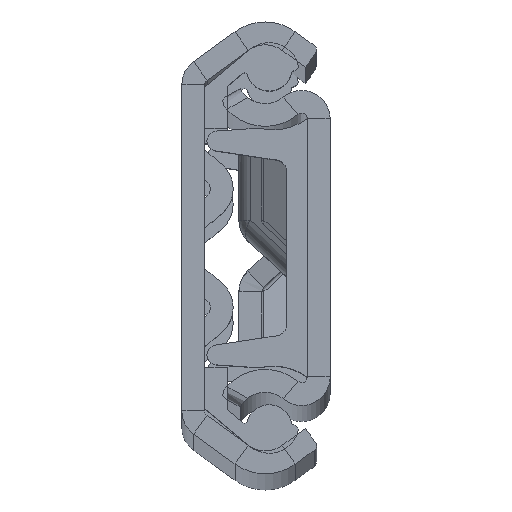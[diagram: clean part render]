
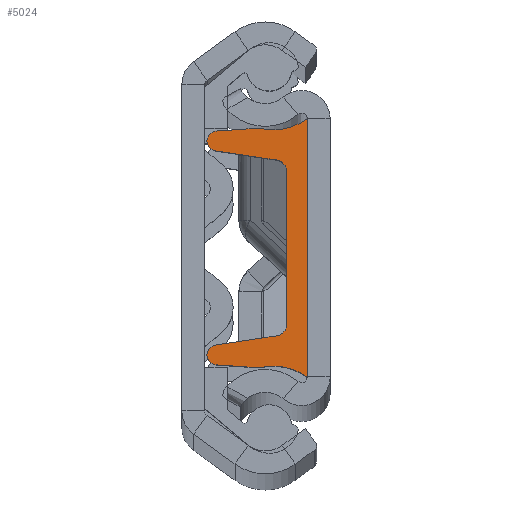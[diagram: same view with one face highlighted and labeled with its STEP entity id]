
A CAD part, top view. The second image highlights one B-rep face of the part: STEP entity #5024.
In plain terms, the highlighted face is planar.
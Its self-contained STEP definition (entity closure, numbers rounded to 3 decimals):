
#57 = CARTESIAN_POINT ( 'NONE',  ( 6., -6.708, 1.8 ) ) ;
#216 = AXIS2_PLACEMENT_3D ( 'NONE', #3893, #787, #9573 ) ;
#287 = EDGE_CURVE ( 'NONE', #7251, #6625, #5295, .T. ) ;
#475 = ORIENTED_EDGE ( 'NONE', *, *, #3179, .T. ) ;
#515 = CARTESIAN_POINT ( 'NONE',  ( 6., -10.734, 0.718 ) ) ;
#685 = CARTESIAN_POINT ( 'NONE',  ( 6., 15.35, 3. ) ) ;
#744 = CARTESIAN_POINT ( 'NONE',  ( 6., -7.136, -1.074 ) ) ;
#787 = DIRECTION ( 'NONE',  ( 1., 0., 0. ) ) ;
#838 = ORIENTED_EDGE ( 'NONE', *, *, #4934, .F. ) ;
#1000 = DIRECTION ( 'NONE',  ( 1., 0., 0. ) ) ;
#1051 = DIRECTION ( 'NONE',  ( 0., 0., -1. ) ) ;
#1082 = CIRCLE ( 'NONE', #8145, 1. ) ;
#1167 = CARTESIAN_POINT ( 'NONE',  ( 6., 10.734, 0.718 ) ) ;
#1190 = CARTESIAN_POINT ( 'NONE',  ( 6., 11.35, 0. ) ) ;
#1192 = DIRECTION ( 'NONE',  ( 0., 0., -1. ) ) ;
#1262 = CARTESIAN_POINT ( 'NONE',  ( 6., 9.375, 7.925 ) ) ;
#1332 = VERTEX_POINT ( 'NONE', #9150 ) ;
#1334 = AXIS2_PLACEMENT_3D ( 'NONE', #6095, #8409, #1192 ) ;
#1355 = VECTOR ( 'NONE', #7697, 1000. ) ;
#1389 = ORIENTED_EDGE ( 'NONE', *, *, #9078, .F. ) ;
#1404 = VERTEX_POINT ( 'NONE', #7269 ) ;
#1457 = EDGE_CURVE ( 'NONE', #5158, #3058, #7959, .T. ) ;
#1570 = ORIENTED_EDGE ( 'NONE', *, *, #9820, .T. ) ;
#1628 = VERTEX_POINT ( 'NONE', #1939 ) ;
#1653 = DIRECTION ( 'NONE',  ( 1., 0., 0. ) ) ;
#1939 = CARTESIAN_POINT ( 'NONE',  ( 6., -9.375, 8.8 ) ) ;
#1945 = CARTESIAN_POINT ( 'NONE',  ( 6., -8.51, 8.055 ) ) ;
#2097 = VERTEX_POINT ( 'NONE', #1190 ) ;
#2101 = CARTESIAN_POINT ( 'NONE',  ( 6., -11.35, 0. ) ) ;
#2143 = DIRECTION ( 'NONE',  ( 0., 0., -1. ) ) ;
#2213 = AXIS2_PLACEMENT_3D ( 'NONE', #1262, #4481, #2143 ) ;
#2318 = DIRECTION ( 'NONE',  ( 1., 0., 0. ) ) ;
#2342 = CARTESIAN_POINT ( 'NONE',  ( 6., -10.5, 4.216 ) ) ;
#2576 = ORIENTED_EDGE ( 'NONE', *, *, #5372, .T. ) ;
#2628 = DIRECTION ( 'NONE',  ( 1., 0., 0. ) ) ;
#2695 = DIRECTION ( 'NONE',  ( 1., 0., 0. ) ) ;
#2725 = EDGE_CURVE ( 'NONE', #3042, #3068, #9718, .T. ) ;
#2962 = CARTESIAN_POINT ( 'NONE',  ( 6., 0., 0. ) ) ;
#3042 = VERTEX_POINT ( 'NONE', #4864 ) ;
#3058 = VERTEX_POINT ( 'NONE', #5600 ) ;
#3068 = VERTEX_POINT ( 'NONE', #57 ) ;
#3179 = EDGE_CURVE ( 'NONE', #5158, #1628, #7900, .T. ) ;
#3344 = DIRECTION ( 'NONE',  ( 0., -1., 0. ) ) ;
#3361 = ORIENTED_EDGE ( 'NONE', *, *, #9496, .T. ) ;
#3605 = CARTESIAN_POINT ( 'NONE',  ( 6., 7.136, -1.074 ) ) ;
#3893 = CARTESIAN_POINT ( 'NONE',  ( 6., 6.708, 2.8 ) ) ;
#3954 = DIRECTION ( 'NONE',  ( 0., 0.149, -0.989 ) ) ;
#4010 = DIRECTION ( 'NONE',  ( 0., 0., -1. ) ) ;
#4082 = VECTOR ( 'NONE', #8538, 1000. ) ;
#4227 = CARTESIAN_POINT ( 'NONE',  ( 6., 8.51, 8.055 ) ) ;
#4431 = DIRECTION ( 'NONE',  ( 0., 0.067, 0.998 ) ) ;
#4450 = CIRCLE ( 'NONE', #8652, 0.875 ) ;
#4481 = DIRECTION ( 'NONE',  ( 1., 0., 0. ) ) ;
#4602 = AXIS2_PLACEMENT_3D ( 'NONE', #8905, #8852, #1051 ) ;
#4613 = ORIENTED_EDGE ( 'NONE', *, *, #6933, .F. ) ;
#4759 = CIRCLE ( 'NONE', #216, 1. ) ;
#4782 = CARTESIAN_POINT ( 'NONE',  ( 6., 10.5, 4.216 ) ) ;
#4864 = CARTESIAN_POINT ( 'NONE',  ( 6., 6.708, 1.8 ) ) ;
#4908 = ORIENTED_EDGE ( 'NONE', *, *, #7975, .T. ) ;
#4934 = EDGE_CURVE ( 'NONE', #7940, #10180, #8110, .T. ) ;
#4992 = DIRECTION ( 'NONE',  ( 0., 0., -1. ) ) ;
#5024 = ADVANCED_FACE ( 'NONE', ( #9849 ), #8397, .T. ) ;
#5158 = VERTEX_POINT ( 'NONE', #1945 ) ;
#5295 = LINE ( 'NONE', #3605, #6826 ) ;
#5372 = EDGE_CURVE ( 'NONE', #1332, #7251, #6777, .T. ) ;
#5380 = EDGE_CURVE ( 'NONE', #10180, #1404, #6900, .T. ) ;
#5462 = ORIENTED_EDGE ( 'NONE', *, *, #1457, .F. ) ;
#5480 = EDGE_CURVE ( 'NONE', #3042, #6625, #4759, .T. ) ;
#5592 = AXIS2_PLACEMENT_3D ( 'NONE', #10084, #2628, #5850 ) ;
#5600 = CARTESIAN_POINT ( 'NONE',  ( 6., -7.697, 2.651 ) ) ;
#5740 = DIRECTION ( 'NONE',  ( 0., 0., -1. ) ) ;
#5818 = ORIENTED_EDGE ( 'NONE', *, *, #5480, .F. ) ;
#5850 = DIRECTION ( 'NONE',  ( 0., 0., -1. ) ) ;
#6095 = CARTESIAN_POINT ( 'NONE',  ( 6., -9.375, 7.925 ) ) ;
#6271 = VECTOR ( 'NONE', #4431, 1000. ) ;
#6625 = VERTEX_POINT ( 'NONE', #10213 ) ;
#6698 = EDGE_LOOP ( 'NONE', ( #5462, #475, #3361, #10197, #838, #4613, #7154, #4908, #1570, #2576, #7896, #5818, #7991, #1389 ) ) ;
#6777 = CIRCLE ( 'NONE', #2213, 0.875 ) ;
#6826 = VECTOR ( 'NONE', #7647, 1000. ) ;
#6900 = LINE ( 'NONE', #515, #6271 ) ;
#6933 = EDGE_CURVE ( 'NONE', #2097, #7940, #10179, .T. ) ;
#7154 = ORIENTED_EDGE ( 'NONE', *, *, #8138, .F. ) ;
#7251 = VERTEX_POINT ( 'NONE', #4227 ) ;
#7269 = CARTESIAN_POINT ( 'NONE',  ( 6., -10.248, 7.983 ) ) ;
#7288 = CIRCLE ( 'NONE', #4602, 0.875 ) ;
#7437 = CARTESIAN_POINT ( 'NONE',  ( 6., -9.375, 7.925 ) ) ;
#7633 = CARTESIAN_POINT ( 'NONE',  ( 6., 10.248, 7.983 ) ) ;
#7647 = DIRECTION ( 'NONE',  ( 0., -0.149, -0.989 ) ) ;
#7697 = DIRECTION ( 'NONE',  ( 0., -1., 0. ) ) ;
#7896 = ORIENTED_EDGE ( 'NONE', *, *, #287, .T. ) ;
#7900 = CIRCLE ( 'NONE', #1334, 0.875 ) ;
#7940 = VERTEX_POINT ( 'NONE', #2101 ) ;
#7959 = LINE ( 'NONE', #744, #9692 ) ;
#7975 = EDGE_CURVE ( 'NONE', #10223, #9643, #8387, .T. ) ;
#7991 = ORIENTED_EDGE ( 'NONE', *, *, #2725, .T. ) ;
#8110 = CIRCLE ( 'NONE', #10127, 5. ) ;
#8138 = EDGE_CURVE ( 'NONE', #10223, #2097, #8614, .T. ) ;
#8145 = AXIS2_PLACEMENT_3D ( 'NONE', #8996, #1653, #4992 ) ;
#8213 = CARTESIAN_POINT ( 'NONE',  ( 6., -15.35, 3. ) ) ;
#8288 = AXIS2_PLACEMENT_3D ( 'NONE', #685, #2318, #4010 ) ;
#8387 = LINE ( 'NONE', #1167, #4082 ) ;
#8397 = PLANE ( 'NONE',  #5592 ) ;
#8409 = DIRECTION ( 'NONE',  ( 1., 0., 0. ) ) ;
#8538 = DIRECTION ( 'NONE',  ( 0., -0.067, 0.998 ) ) ;
#8614 = CIRCLE ( 'NONE', #8288, 5. ) ;
#8652 = AXIS2_PLACEMENT_3D ( 'NONE', #7437, #2695, #9809 ) ;
#8852 = DIRECTION ( 'NONE',  ( 1., 0., 0. ) ) ;
#8905 = CARTESIAN_POINT ( 'NONE',  ( 6., 9.375, 7.925 ) ) ;
#8928 = CARTESIAN_POINT ( 'NONE',  ( 6., 0., 1.8 ) ) ;
#8996 = CARTESIAN_POINT ( 'NONE',  ( 6., -6.708, 2.8 ) ) ;
#9078 = EDGE_CURVE ( 'NONE', #3058, #3068, #1082, .T. ) ;
#9150 = CARTESIAN_POINT ( 'NONE',  ( 6., 9.375, 8.8 ) ) ;
#9496 = EDGE_CURVE ( 'NONE', #1628, #1404, #4450, .T. ) ;
#9573 = DIRECTION ( 'NONE',  ( 0., 0., -1. ) ) ;
#9643 = VERTEX_POINT ( 'NONE', #7633 ) ;
#9692 = VECTOR ( 'NONE', #3954, 1000. ) ;
#9718 = LINE ( 'NONE', #8928, #10392 ) ;
#9809 = DIRECTION ( 'NONE',  ( 0., 0., -1. ) ) ;
#9820 = EDGE_CURVE ( 'NONE', #9643, #1332, #7288, .T. ) ;
#9849 = FACE_OUTER_BOUND ( 'NONE', #6698, .T. ) ;
#10084 = CARTESIAN_POINT ( 'NONE',  ( 6., 0., 0. ) ) ;
#10127 = AXIS2_PLACEMENT_3D ( 'NONE', #8213, #1000, #5740 ) ;
#10179 = LINE ( 'NONE', #2962, #1355 ) ;
#10180 = VERTEX_POINT ( 'NONE', #2342 ) ;
#10197 = ORIENTED_EDGE ( 'NONE', *, *, #5380, .F. ) ;
#10213 = CARTESIAN_POINT ( 'NONE',  ( 6., 7.697, 2.651 ) ) ;
#10223 = VERTEX_POINT ( 'NONE', #4782 ) ;
#10392 = VECTOR ( 'NONE', #3344, 1000. ) ;
